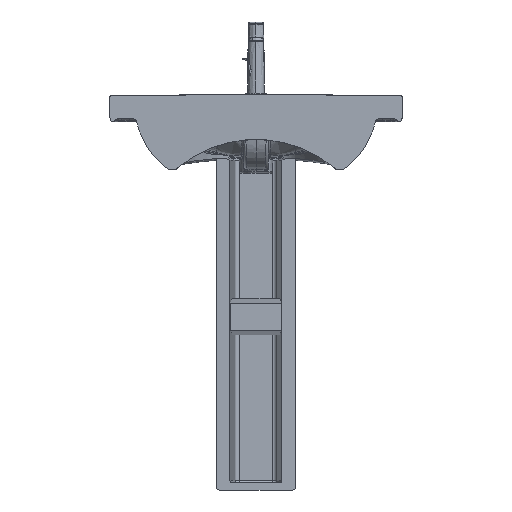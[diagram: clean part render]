
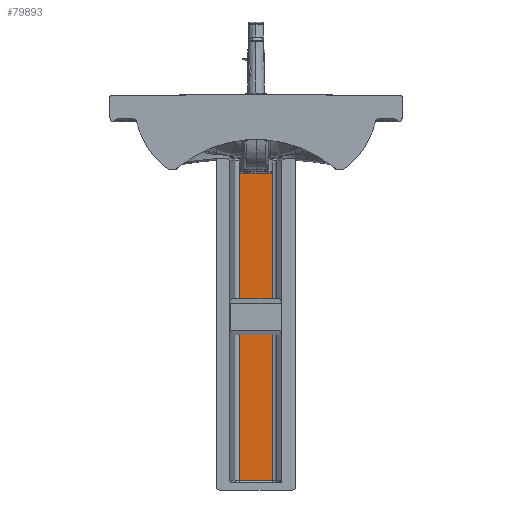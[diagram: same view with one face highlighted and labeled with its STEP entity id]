
A CAD part, left-side view. The second image highlights one B-rep face of the part: STEP entity #79893.
In plain terms, the highlighted free-form (B-spline) face has degree [5, 1] with [6, 2] control points.
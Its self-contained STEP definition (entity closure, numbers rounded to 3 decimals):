
#79239=CARTESIAN_POINT('',(284.435,37.41,-712.));
#79240=VERTEX_POINT('',#79239);
#79512=CARTESIAN_POINT('',(284.435,-37.41,-712.0));
#79513=VERTEX_POINT('',#79512);
#79521=CARTESIAN_POINT('',(284.435,-37.41,-712.0));
#79522=CARTESIAN_POINT('',(285.486,-24.874,-712.0));
#79523=CARTESIAN_POINT('',(286.097,-12.278,-712.0));
#79524=CARTESIAN_POINT('',(286.265,0.295,-712.0));
#79525=CARTESIAN_POINT('',(285.941,15.223,-712.0));
#79526=CARTESIAN_POINT('',(284.996,30.113,-712.0));
#79527=CARTESIAN_POINT('',(284.833,32.438,-712.0));
#79528=CARTESIAN_POINT('',(284.65,34.83,-712.0));
#79529=CARTESIAN_POINT('',(284.451,37.22,-712.0));
#79530=CARTESIAN_POINT('',(284.446,37.286,-712.0));
#79531=CARTESIAN_POINT('',(284.44,37.349,-712.0));
#79532=CARTESIAN_POINT('',(284.435,37.41,-712.0));
#79533=B_SPLINE_CURVE_WITH_KNOTS('',5,(#79521,#79522,#79523,#79524,#79525,#79526,#79527,#79528,#79529,#79530,#79531,#79532),.UNSPECIFIED.,.F.,.U.,(6,3,3,6),(436.364,546.128,566.451,567.049),.UNSPECIFIED.);
#79534=EDGE_CURVE('',#79240,#79513,#79533,.F.);
#79802=CARTESIAN_POINT('',(284.435,37.41,-4.0));
#79803=VERTEX_POINT('',#79802);
#79813=CARTESIAN_POINT('',(284.435,37.41,-4.0));
#79814=DIRECTION('',(0.0,0.0,-1.0));
#79815=VECTOR('',#79814,708.);
#79816=LINE('',#79813,#79815);
#79817=EDGE_CURVE('',#79240,#79803,#79816,.F.);
#79859=CARTESIAN_POINT('',(284.435,-37.41,-4.));
#79860=CARTESIAN_POINT('',(285.685,-22.494,-4.));
#79861=CARTESIAN_POINT('',(286.315,-7.478,-4.));
#79862=CARTESIAN_POINT('',(286.312,7.48,-4.));
#79863=CARTESIAN_POINT('',(285.686,22.492,-4.));
#79864=CARTESIAN_POINT('',(284.435,37.41,-4.));
#79865=CARTESIAN_POINT('',(284.435,-37.41,-712.0));
#79866=CARTESIAN_POINT('',(285.685,-22.494,-712.0));
#79867=CARTESIAN_POINT('',(286.315,-7.478,-712.0));
#79868=CARTESIAN_POINT('',(286.312,7.48,-712.0));
#79869=CARTESIAN_POINT('',(285.686,22.492,-712.0));
#79870=CARTESIAN_POINT('',(284.435,37.41,-712.0));
#79871=B_SPLINE_SURFACE_WITH_KNOTS('',5,1,((#79859,#79865),(#79860,#79866),(#79861,#79867),(#79862,#79868),(#79863,#79869),(#79864,#79870)),.UNSPECIFIED.,.F.,.F.,.U.,(6,6),(2,2),(315.569,423.178),(4.,712.0),.UNSPECIFIED.);
#79872=ORIENTED_EDGE('',*,*,#79817,.F.);
#79873=ORIENTED_EDGE('',*,*,#79534,.T.);
#79874=CARTESIAN_POINT('',(284.435,-37.41,-4.));
#79875=VERTEX_POINT('',#79874);
#79876=CARTESIAN_POINT('',(284.435,-37.41,-4.));
#79877=DIRECTION('',(0.0,0.0,-1.0));
#79878=VECTOR('',#79877,708.);
#79879=LINE('',#79876,#79878);
#79880=EDGE_CURVE('',#79513,#79875,#79879,.F.);
#79881=ORIENTED_EDGE('',*,*,#79880,.T.);
#79882=CARTESIAN_POINT('',(284.435,37.41,-4.0));
#79883=CARTESIAN_POINT('',(285.686,22.492,-4.0));
#79884=CARTESIAN_POINT('',(286.312,7.48,-4.0));
#79885=CARTESIAN_POINT('',(286.315,-7.478,-4.0));
#79886=CARTESIAN_POINT('',(285.685,-22.494,-4.0));
#79887=CARTESIAN_POINT('',(284.435,-37.41,-4.0));
#79888=B_SPLINE_CURVE_WITH_KNOTS('',5,(#79882,#79883,#79884,#79885,#79886,#79887),.UNSPECIFIED.,.F.,.U.,(6,6),(-53.703,53.906),.UNSPECIFIED.);
#79889=EDGE_CURVE('',#79875,#79803,#79888,.F.);
#79890=ORIENTED_EDGE('',*,*,#79889,.T.);
#79891=EDGE_LOOP('',(#79872,#79873,#79881,#79890));
#79892=FACE_OUTER_BOUND('',#79891,.T.);
#79893=ADVANCED_FACE('',(#79892),#79871,.T.);
